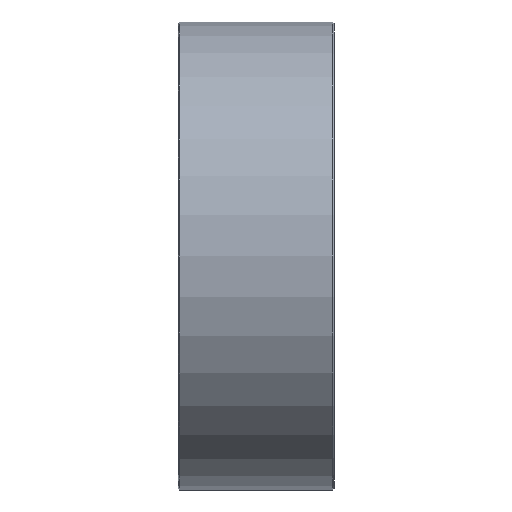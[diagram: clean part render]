
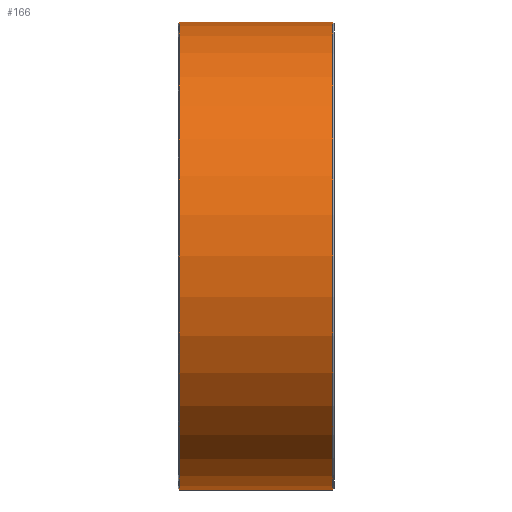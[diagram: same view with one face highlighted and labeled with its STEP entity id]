
A CAD part, left-side view. The second image highlights one B-rep face of the part: STEP entity #166.
In plain terms, the highlighted cylindrical face has radius 4.763 mm (diameter 9.525 mm), a partial arc.
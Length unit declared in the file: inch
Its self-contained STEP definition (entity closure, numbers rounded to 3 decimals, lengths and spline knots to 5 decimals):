
#1 = FACE_OUTER_BOUND ( 'NONE', #890, .T. ) ;
#119 = EDGE_CURVE ( 'NONE', #1356, #140, #1142, .T. ) ;
#140 = VERTEX_POINT ( 'NONE', #1325 ) ;
#142 = VERTEX_POINT ( 'NONE', #514 ) ;
#166 = ADVANCED_FACE ( 'NONE', ( #1 ), #1635, .T. ) ;
#305 = CARTESIAN_POINT ( 'NONE',  ( 0., 0.0625, 0.1875 ) ) ;
#322 = LINE ( 'NONE', #423, #1792 ) ;
#361 = DIRECTION ( 'NONE',  ( 0., 0., 1. ) ) ;
#374 = VERTEX_POINT ( 'NONE', #1288 ) ;
#423 = CARTESIAN_POINT ( 'NONE',  ( 0., 0.0625, -0.1875 ) ) ;
#447 = DIRECTION ( 'NONE',  ( 0., -1., 0. ) ) ;
#514 = CARTESIAN_POINT ( 'NONE',  ( 0., -0.0615, -0.1875 ) ) ;
#540 = DIRECTION ( 'NONE',  ( 0., -1., 0. ) ) ;
#552 = AXIS2_PLACEMENT_3D ( 'NONE', #1526, #1380, #1071 ) ;
#654 = CARTESIAN_POINT ( 'NONE',  ( 0., 0.0615, 0. ) ) ;
#755 = CIRCLE ( 'NONE', #552, 0.1875 ) ;
#805 = CARTESIAN_POINT ( 'NONE',  ( 0., 0.0625, 0. ) ) ;
#890 = EDGE_LOOP ( 'NONE', ( #978, #1926, #1268, #1919 ) ) ;
#978 = ORIENTED_EDGE ( 'NONE', *, *, #1539, .F. ) ;
#991 = DIRECTION ( 'NONE',  ( 0., -1., 0. ) ) ;
#1071 = DIRECTION ( 'NONE',  ( 0., 0., 1. ) ) ;
#1110 = EDGE_CURVE ( 'NONE', #140, #142, #322, .T. ) ;
#1142 = CIRCLE ( 'NONE', #1999, 0.1875 ) ;
#1252 = VECTOR ( 'NONE', #447, 39.37008 ) ;
#1268 = ORIENTED_EDGE ( 'NONE', *, *, #1110, .T. ) ;
#1288 = CARTESIAN_POINT ( 'NONE',  ( 0., -0.0615, 0.1875 ) ) ;
#1325 = CARTESIAN_POINT ( 'NONE',  ( 0., 0.0615, -0.1875 ) ) ;
#1356 = VERTEX_POINT ( 'NONE', #1648 ) ;
#1380 = DIRECTION ( 'NONE',  ( 0., 1., 0. ) ) ;
#1526 = CARTESIAN_POINT ( 'NONE',  ( 0., -0.0615, 0. ) ) ;
#1539 = EDGE_CURVE ( 'NONE', #1356, #374, #1761, .T. ) ;
#1635 = CYLINDRICAL_SURFACE ( 'NONE', #1748, 0.1875 ) ;
#1648 = CARTESIAN_POINT ( 'NONE',  ( 0., 0.0615, 0.1875 ) ) ;
#1720 = EDGE_CURVE ( 'NONE', #142, #374, #755, .T. ) ;
#1748 = AXIS2_PLACEMENT_3D ( 'NONE', #805, #991, #1932 ) ;
#1761 = LINE ( 'NONE', #305, #1252 ) ;
#1768 = DIRECTION ( 'NONE',  ( 0., -1., 0. ) ) ;
#1792 = VECTOR ( 'NONE', #540, 39.37008 ) ;
#1919 = ORIENTED_EDGE ( 'NONE', *, *, #1720, .T. ) ;
#1926 = ORIENTED_EDGE ( 'NONE', *, *, #119, .T. ) ;
#1932 = DIRECTION ( 'NONE',  ( 0., 0., -1. ) ) ;
#1999 = AXIS2_PLACEMENT_3D ( 'NONE', #654, #1768, #361 ) ;
